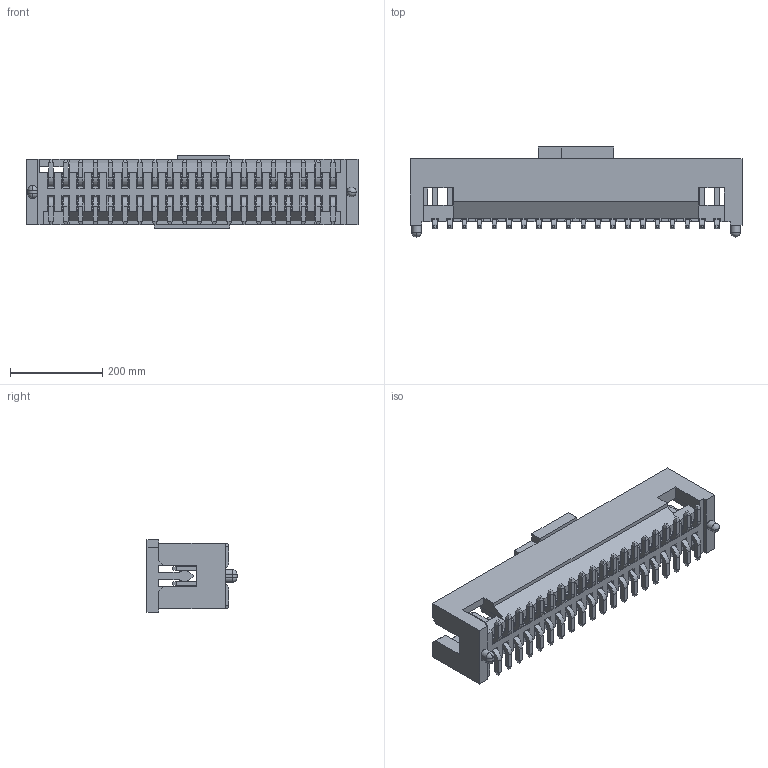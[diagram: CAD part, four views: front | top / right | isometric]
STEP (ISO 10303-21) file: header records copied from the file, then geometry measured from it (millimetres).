
FILE_DESCRIPTION( ('This file contains a STEP AP42 implementation' ,'as created by ZW3D STEP Interface translator.') ,'2;1' );
FILE_NAME( '3131-XXMXXBK00X2.stp' ,'231116.14 219', (''), ('ZWCAD Software Co.'), 'Version 1.0', 'ZW3D to STEP translator', '' );
FILE_SCHEMA(('AUTOMOTIVE_DESIGN { 1 0 10303 214 1 1 1 1 }'));
Length unit declared in the file: millimetre
Products named in the file (2): 0; 3131-xxmxxbk00x2
Bounding box: 721.36 x 195.58 x 157.48 mm (x, y, z)
Volume: 8239396.2 mm3; surface area: 957845.2 mm2
Topology: 1 solids, 1 shells, 1420 faces, 3637 edges, 2153 vertices
Faces by surface type: plane 1320, cylinder 94, sphere 6
Entity records: 42889 total; most frequent: ORIENTED_EDGE 7270, CARTESIAN_POINT 7209, DIRECTION 6697, EDGE_CURVE 3635, VECTOR 3415, LINE 3415, VERTEX_POINT 2153, AXIS2_PLACEMENT_3D 1641
